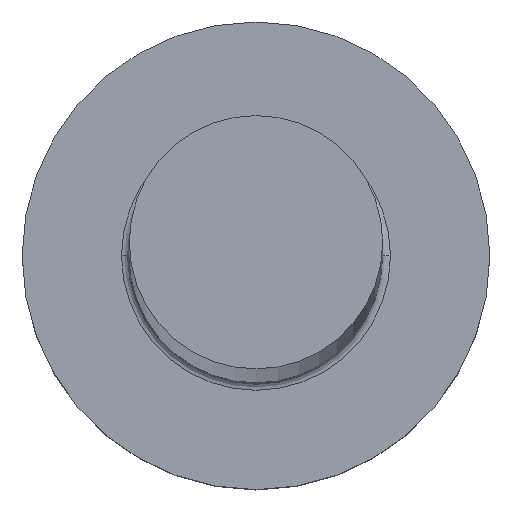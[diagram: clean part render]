
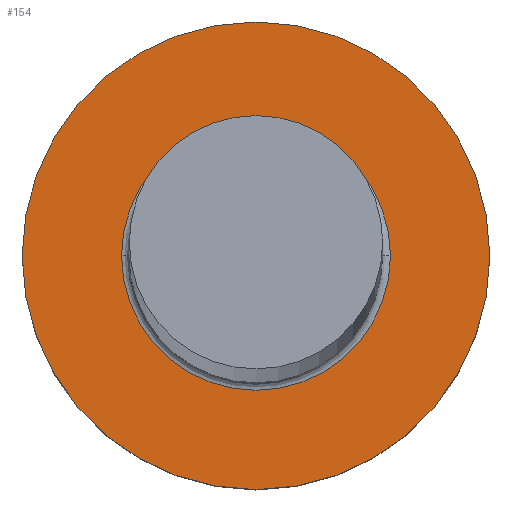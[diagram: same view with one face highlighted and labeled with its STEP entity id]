
A CAD part, top view. The second image highlights one B-rep face of the part: STEP entity #154.
In plain terms, the highlighted planar face has unit normal (0, 0, 1).
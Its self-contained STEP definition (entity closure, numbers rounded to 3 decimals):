
#8 = CARTESIAN_POINT ( 'NONE',  ( 3.45, 0., 5. ) ) ;
#13 = CARTESIAN_POINT ( 'NONE',  ( 0., 0., 5. ) ) ;
#19 = PLANE ( 'NONE',  #206 ) ;
#27 = EDGE_LOOP ( 'NONE', ( #29, #31 ) ) ;
#29 = ORIENTED_EDGE ( 'NONE', *, *, #61, .T. ) ;
#31 = ORIENTED_EDGE ( 'NONE', *, *, #169, .T. ) ;
#38 = DIRECTION ( 'NONE',  ( 1., 0., 0. ) ) ;
#60 = DIRECTION ( 'NONE',  ( 1., 0., 0. ) ) ;
#61 = EDGE_CURVE ( 'NONE', #262, #221, #69, .T. ) ;
#69 = CIRCLE ( 'NONE', #237, 6. ) ;
#71 = EDGE_CURVE ( 'NONE', #178, #156, #122, .T. ) ;
#78 = AXIS2_PLACEMENT_3D ( 'NONE', #13, #94, #184 ) ;
#88 = DIRECTION ( 'NONE',  ( 1., 0., 0. ) ) ;
#89 = CARTESIAN_POINT ( 'NONE',  ( 6., 0., 5. ) ) ;
#92 = CARTESIAN_POINT ( 'NONE',  ( -6., 0., 5. ) ) ;
#94 = DIRECTION ( 'NONE',  ( 0., 0., -1. ) ) ;
#104 = CIRCLE ( 'NONE', #302, 6. ) ;
#122 = CIRCLE ( 'NONE', #204, 3.45 ) ;
#125 = ORIENTED_EDGE ( 'NONE', *, *, #238, .T. ) ;
#153 = EDGE_LOOP ( 'NONE', ( #125, #223 ) ) ;
#154 = ADVANCED_FACE ( 'NONE', ( #246, #160 ), #19, .T. ) ;
#156 = VERTEX_POINT ( 'NONE', #8 ) ;
#157 = CARTESIAN_POINT ( 'NONE',  ( 0., 0., 5. ) ) ;
#158 = DIRECTION ( 'NONE',  ( 0., 0., 1. ) ) ;
#160 = FACE_OUTER_BOUND ( 'NONE', #27, .T. ) ;
#169 = EDGE_CURVE ( 'NONE', #221, #262, #104, .T. ) ;
#178 = VERTEX_POINT ( 'NONE', #299 ) ;
#184 = DIRECTION ( 'NONE',  ( 1., 0., 0. ) ) ;
#204 = AXIS2_PLACEMENT_3D ( 'NONE', #157, #296, #88 ) ;
#206 = AXIS2_PLACEMENT_3D ( 'NONE', #249, #297, #38 ) ;
#212 = CIRCLE ( 'NONE', #78, 3.45 ) ;
#221 = VERTEX_POINT ( 'NONE', #89 ) ;
#223 = ORIENTED_EDGE ( 'NONE', *, *, #71, .T. ) ;
#237 = AXIS2_PLACEMENT_3D ( 'NONE', #273, #251, #60 ) ;
#238 = EDGE_CURVE ( 'NONE', #156, #178, #212, .T. ) ;
#246 = FACE_BOUND ( 'NONE', #153, .T. ) ;
#249 = CARTESIAN_POINT ( 'NONE',  ( 0., 0., 5. ) ) ;
#251 = DIRECTION ( 'NONE',  ( 0., 0., 1. ) ) ;
#262 = VERTEX_POINT ( 'NONE', #92 ) ;
#267 = CARTESIAN_POINT ( 'NONE',  ( 0., 0., 5. ) ) ;
#273 = CARTESIAN_POINT ( 'NONE',  ( 0., 0., 5. ) ) ;
#296 = DIRECTION ( 'NONE',  ( 0., 0., -1. ) ) ;
#297 = DIRECTION ( 'NONE',  ( 0., 0., 1. ) ) ;
#299 = CARTESIAN_POINT ( 'NONE',  ( -3.45, 0., 5. ) ) ;
#301 = DIRECTION ( 'NONE',  ( 1., 0., 0. ) ) ;
#302 = AXIS2_PLACEMENT_3D ( 'NONE', #267, #158, #301 ) ;
